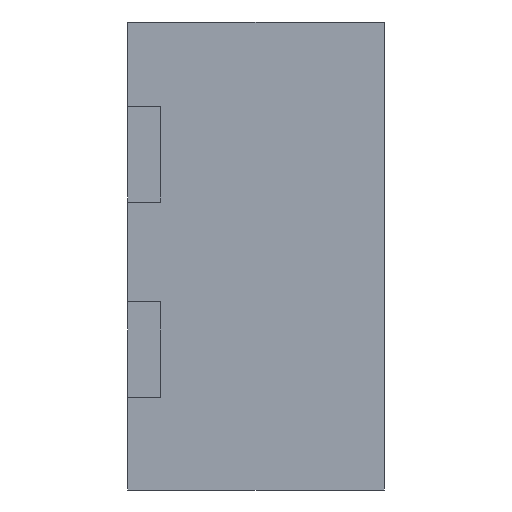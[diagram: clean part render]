
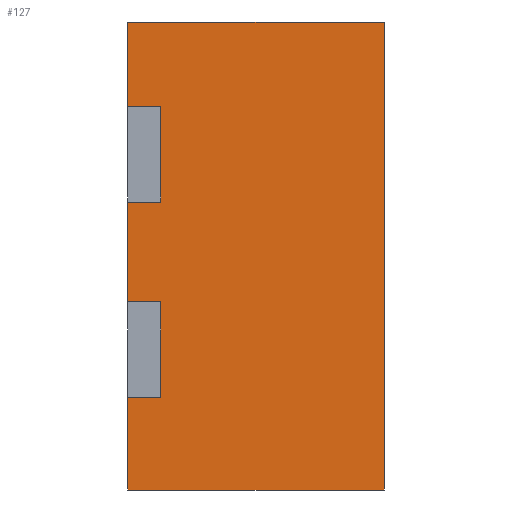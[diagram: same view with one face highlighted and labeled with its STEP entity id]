
A CAD part, front view. The second image highlights one B-rep face of the part: STEP entity #127.
In plain terms, the highlighted planar face has unit normal (0, -1, 0).
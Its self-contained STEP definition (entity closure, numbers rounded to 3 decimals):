
#2 = DIRECTION ( 'NONE',  ( 0., 0., -1. ) ) ;
#7 = B_SPLINE_CURVE_WITH_KNOTS ( 'NONE', 3,
 ( #250, #134, #236, #235 ),
 .UNSPECIFIED., .F., .F.,
 ( 4, 4 ),
 ( 0., 1. ),
 .UNSPECIFIED. ) ;
#12 = VERTEX_POINT ( 'NONE', #171 ) ;
#18 = ORIENTED_EDGE ( 'NONE', *, *, #350, .T. ) ;
#22 = VERTEX_POINT ( 'NONE', #405 ) ;
#24 = B_SPLINE_CURVE_WITH_KNOTS ( 'NONE', 3,
 ( #275, #274, #272, #271 ),
 .UNSPECIFIED., .F., .F.,
 ( 4, 4 ),
 ( 0., 1. ),
 .UNSPECIFIED. ) ;
#26 = EDGE_LOOP ( 'NONE', ( #69, #80, #348, #51, #18, #311, #152, #156, #342, #157, #78, #108 ) ) ;
#27 = B_SPLINE_CURVE_WITH_KNOTS ( 'NONE', 3,
 ( #263, #262, #246, #245 ),
 .UNSPECIFIED., .F., .F.,
 ( 4, 4 ),
 ( 0., 1. ),
 .UNSPECIFIED. ) ;
#29 = VERTEX_POINT ( 'NONE', #414 ) ;
#37 = VERTEX_POINT ( 'NONE', #407 ) ;
#41 = LINE ( 'NONE', #308, #160 ) ;
#43 = FACE_OUTER_BOUND ( 'NONE', #26, .T. ) ;
#48 = VERTEX_POINT ( 'NONE', #411 ) ;
#49 = VECTOR ( 'NONE', #2, 1000. ) ;
#50 = B_SPLINE_CURVE_WITH_KNOTS ( 'NONE', 3,
 ( #240, #141, #217, #214 ),
 .UNSPECIFIED., .F., .F.,
 ( 4, 4 ),
 ( 0., 1. ),
 .UNSPECIFIED. ) ;
#51 = ORIENTED_EDGE ( 'NONE', *, *, #196, .T. ) ;
#53 = VERTEX_POINT ( 'NONE', #409 ) ;
#62 = VECTOR ( 'NONE', #255, 1000. ) ;
#63 = LINE ( 'NONE', #220, #146 ) ;
#69 = ORIENTED_EDGE ( 'NONE', *, *, #417, .T. ) ;
#71 = VERTEX_POINT ( 'NONE', #383 ) ;
#74 = VERTEX_POINT ( 'NONE', #378 ) ;
#78 = ORIENTED_EDGE ( 'NONE', *, *, #413, .T. ) ;
#80 = ORIENTED_EDGE ( 'NONE', *, *, #396, .T. ) ;
#92 = LINE ( 'NONE', #259, #62 ) ;
#96 = CARTESIAN_POINT ( 'NONE',  ( 24.02, 0., -28.31 ) ) ;
#98 = VECTOR ( 'NONE', #287, 1000. ) ;
#108 = ORIENTED_EDGE ( 'NONE', *, *, #334, .T. ) ;
#126 = LINE ( 'NONE', #96, #258 ) ;
#127 = ADVANCED_FACE ( 'NONE', ( #43 ), #390, .T. ) ;
#129 = CARTESIAN_POINT ( 'NONE',  ( 18.6, 0., -36.2 ) ) ;
#134 = CARTESIAN_POINT ( 'NONE',  ( 18.367, 0., -32.095 ) ) ;
#139 = CARTESIAN_POINT ( 'NONE',  ( 18.133, 0., -34.195 ) ) ;
#141 = CARTESIAN_POINT ( 'NONE',  ( 18.367, 0., -36.2 ) ) ;
#145 = CARTESIAN_POINT ( 'NONE',  ( 17.9, 0., -34.195 ) ) ;
#146 = VECTOR ( 'NONE', #218, 1000. ) ;
#152 = ORIENTED_EDGE ( 'NONE', *, *, #280, .T. ) ;
#156 = ORIENTED_EDGE ( 'NONE', *, *, #419, .T. ) ;
#157 = ORIENTED_EDGE ( 'NONE', *, *, #394, .T. ) ;
#160 = VECTOR ( 'NONE', #312, 1000. ) ;
#171 = CARTESIAN_POINT ( 'NONE',  ( 17.9, 0., -38.15 ) ) ;
#177 = LINE ( 'NONE', #367, #49 ) ;
#196 = EDGE_CURVE ( 'NONE', #74, #12, #177, .T. ) ;
#214 = CARTESIAN_POINT ( 'NONE',  ( 17.9, 0., -36.2 ) ) ;
#217 = CARTESIAN_POINT ( 'NONE',  ( 18.133, 0., -36.2 ) ) ;
#218 = DIRECTION ( 'NONE',  ( 0., 0., -1. ) ) ;
#220 = CARTESIAN_POINT ( 'NONE',  ( 17.9, 0., -13.35 ) ) ;
#224 = CARTESIAN_POINT ( 'NONE',  ( 18.6, 0., -34.195 ) ) ;
#225 = CARTESIAN_POINT ( 'NONE',  ( 18.367, 0., -34.195 ) ) ;
#228 = B_SPLINE_CURVE_WITH_KNOTS ( 'NONE', 3,
 ( #232, #139, #225, #224 ),
 .UNSPECIFIED., .F., .F.,
 ( 4, 4 ),
 ( 0., 1. ),
 .UNSPECIFIED. ) ;
#232 = CARTESIAN_POINT ( 'NONE',  ( 17.9, 0., -34.195 ) ) ;
#235 = CARTESIAN_POINT ( 'NONE',  ( 17.9, 0., -32.095 ) ) ;
#236 = CARTESIAN_POINT ( 'NONE',  ( 18.133, 0., -32.095 ) ) ;
#240 = CARTESIAN_POINT ( 'NONE',  ( 18.6, 0., -36.2 ) ) ;
#245 = CARTESIAN_POINT ( 'NONE',  ( 18.6, 0., -30.09 ) ) ;
#246 = CARTESIAN_POINT ( 'NONE',  ( 18.367, 0., -30.09 ) ) ;
#249 = VERTEX_POINT ( 'NONE', #329 ) ;
#250 = CARTESIAN_POINT ( 'NONE',  ( 18.6, 0., -32.095 ) ) ;
#255 = DIRECTION ( 'NONE',  ( 0., 0., 1. ) ) ;
#258 = VECTOR ( 'NONE', #313, 1000. ) ;
#259 = CARTESIAN_POINT ( 'NONE',  ( 23.3, 0., -13.35 ) ) ;
#261 = CARTESIAN_POINT ( 'NONE',  ( 18.6, 0., -35.532 ) ) ;
#262 = CARTESIAN_POINT ( 'NONE',  ( 18.133, 0., -30.09 ) ) ;
#263 = CARTESIAN_POINT ( 'NONE',  ( 17.9, 0., -30.09 ) ) ;
#267 = CARTESIAN_POINT ( 'NONE',  ( 18.6, 0., -34.195 ) ) ;
#271 = CARTESIAN_POINT ( 'NONE',  ( 18.6, 0., -32.095 ) ) ;
#272 = CARTESIAN_POINT ( 'NONE',  ( 18.6, 0., -31.426 ) ) ;
#274 = CARTESIAN_POINT ( 'NONE',  ( 18.6, 0., -30.758 ) ) ;
#275 = CARTESIAN_POINT ( 'NONE',  ( 18.6, 0., -30.09 ) ) ;
#277 = CARTESIAN_POINT ( 'NONE',  ( 18.6, 0., -34.863 ) ) ;
#280 = EDGE_CURVE ( 'NONE', #345, #71, #126, .T. ) ;
#287 = DIRECTION ( 'NONE',  ( 1., 0., 0. ) ) ;
#290 = CARTESIAN_POINT ( 'NONE',  ( 24.02, 0., -38.15 ) ) ;
#297 = CARTESIAN_POINT ( 'NONE',  ( 23.3, 0., -28.31 ) ) ;
#305 = CARTESIAN_POINT ( 'NONE',  ( 23.3, 0., -38.15 ) ) ;
#308 = CARTESIAN_POINT ( 'NONE',  ( 17.9, 0., -13.35 ) ) ;
#310 = AXIS2_PLACEMENT_3D ( 'NONE', #364, #362, #361 ) ;
#311 = ORIENTED_EDGE ( 'NONE', *, *, #397, .T. ) ;
#312 = DIRECTION ( 'NONE',  ( 0., 0., -1. ) ) ;
#313 = DIRECTION ( 'NONE',  ( -1., 0., 0. ) ) ;
#329 = CARTESIAN_POINT ( 'NONE',  ( 18.6, 0., -30.09 ) ) ;
#334 = EDGE_CURVE ( 'NONE', #53, #423, #41, .T. ) ;
#342 = ORIENTED_EDGE ( 'NONE', *, *, #398, .T. ) ;
#345 = VERTEX_POINT ( 'NONE', #297 ) ;
#348 = ORIENTED_EDGE ( 'NONE', *, *, #422, .T. ) ;
#350 = EDGE_CURVE ( 'NONE', #12, #392, #401, .T. ) ;
#361 = DIRECTION ( 'NONE',  ( 0., 0., -1. ) ) ;
#362 = DIRECTION ( 'NONE',  ( 0., -1., 0. ) ) ;
#364 = CARTESIAN_POINT ( 'NONE',  ( 24.02, 0., -13.35 ) ) ;
#367 = CARTESIAN_POINT ( 'NONE',  ( 17.9, 0., -13.35 ) ) ;
#378 = CARTESIAN_POINT ( 'NONE',  ( 17.9, 0., -36.2 ) ) ;
#383 = CARTESIAN_POINT ( 'NONE',  ( 17.9, 0., -28.31 ) ) ;
#390 = PLANE ( 'NONE',  #310 ) ;
#392 = VERTEX_POINT ( 'NONE', #305 ) ;
#394 = EDGE_CURVE ( 'NONE', #249, #37, #24, .T. ) ;
#396 = EDGE_CURVE ( 'NONE', #22, #29, #399, .T. ) ;
#397 = EDGE_CURVE ( 'NONE', #392, #345, #92, .T. ) ;
#398 = EDGE_CURVE ( 'NONE', #48, #249, #27, .T. ) ;
#399 = B_SPLINE_CURVE_WITH_KNOTS ( 'NONE', 3,
 ( #267, #277, #261, #129 ),
 .UNSPECIFIED., .F., .F.,
 ( 4, 4 ),
 ( 0., 1. ),
 .UNSPECIFIED. ) ;
#401 = LINE ( 'NONE', #290, #98 ) ;
#405 = CARTESIAN_POINT ( 'NONE',  ( 18.6, 0., -34.195 ) ) ;
#407 = CARTESIAN_POINT ( 'NONE',  ( 18.6, 0., -32.095 ) ) ;
#409 = CARTESIAN_POINT ( 'NONE',  ( 17.9, 0., -32.095 ) ) ;
#411 = CARTESIAN_POINT ( 'NONE',  ( 17.9, 0., -30.09 ) ) ;
#413 = EDGE_CURVE ( 'NONE', #37, #53, #7, .T. ) ;
#414 = CARTESIAN_POINT ( 'NONE',  ( 18.6, 0., -36.2 ) ) ;
#417 = EDGE_CURVE ( 'NONE', #423, #22, #228, .T. ) ;
#419 = EDGE_CURVE ( 'NONE', #71, #48, #63, .T. ) ;
#422 = EDGE_CURVE ( 'NONE', #29, #74, #50, .T. ) ;
#423 = VERTEX_POINT ( 'NONE', #145 ) ;
